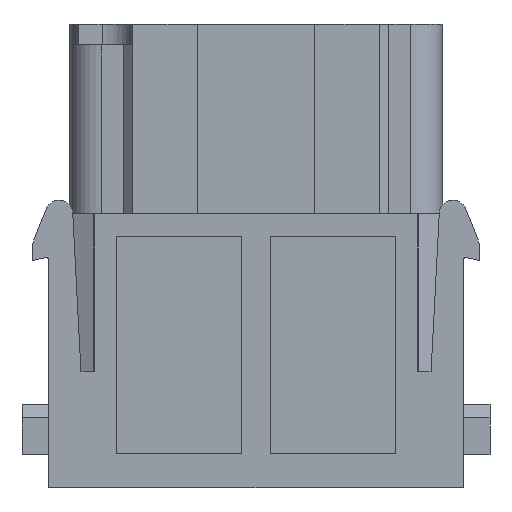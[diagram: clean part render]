
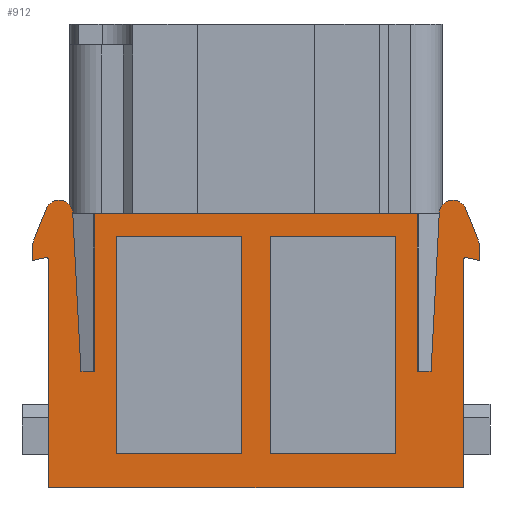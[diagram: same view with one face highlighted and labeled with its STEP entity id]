
A CAD part, front view. The second image highlights one B-rep face of the part: STEP entity #912.
In plain terms, the highlighted planar face has unit normal (0, -1, 0).
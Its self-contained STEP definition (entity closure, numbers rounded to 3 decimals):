
#307=B_SPLINE_CURVE_WITH_KNOTS('',3,(#5342,#5343,#5344,#5345),
 .UNSPECIFIED.,.F.,.F.,(4,4),(0.,1.),.UNSPECIFIED.);
#308=B_SPLINE_CURVE_WITH_KNOTS('',3,(#5353,#5354,#5355,#5356),
 .UNSPECIFIED.,.F.,.F.,(4,4),(0.,1.),.UNSPECIFIED.);
#325=LINE('',#5207,#617);
#364=LINE('',#5308,#656);
#367=LINE('',#5319,#659);
#368=LINE('',#5322,#660);
#369=LINE('',#5324,#661);
#370=LINE('',#5326,#662);
#371=LINE('',#5327,#663);
#372=LINE('',#5330,#664);
#373=LINE('',#5332,#665);
#374=LINE('',#5334,#666);
#375=LINE('',#5335,#667);
#376=LINE('',#5340,#668);
#377=LINE('',#5347,#669);
#378=LINE('',#5349,#670);
#379=LINE('',#5351,#671);
#380=LINE('',#5358,#672);
#381=LINE('',#5362,#673);
#382=LINE('',#5364,#674);
#383=LINE('',#5366,#675);
#384=LINE('',#5369,#676);
#385=LINE('',#5372,#677);
#386=LINE('',#5374,#678);
#617=VECTOR('',#4157,1.);
#656=VECTOR('',#4208,1.);
#659=VECTOR('',#4213,1.);
#660=VECTOR('',#4214,1.);
#661=VECTOR('',#4215,1.);
#662=VECTOR('',#4216,1.);
#663=VECTOR('',#4217,1.);
#664=VECTOR('',#4218,1.);
#665=VECTOR('',#4219,1.);
#666=VECTOR('',#4220,1.);
#667=VECTOR('',#4221,1.);
#668=VECTOR('',#4224,1.);
#669=VECTOR('',#4225,1.);
#670=VECTOR('',#4226,1.);
#671=VECTOR('',#4227,1.);
#672=VECTOR('',#4228,1.);
#673=VECTOR('',#4231,1.);
#674=VECTOR('',#4232,1.);
#675=VECTOR('',#4233,1.);
#676=VECTOR('',#4236,1.);
#677=VECTOR('',#4239,1.);
#678=VECTOR('',#4240,1.);
#912=ADVANCED_FACE('',(#1288,#1289,#1290),#1131,.T.);
#1131=PLANE('',#3740);
#1288=FACE_BOUND('',#1504,.T.);
#1289=FACE_BOUND('',#1505,.T.);
#1290=FACE_BOUND('',#1506,.T.);
#1504=EDGE_LOOP('',(#1899,#1900,#1901,#1902));
#1505=EDGE_LOOP('',(#1903,#1904,#1905,#1906));
#1506=EDGE_LOOP('',(#1907,#1908,#1909,#1910,#1911,#1912,#1913,#1914,#1915,
#1916,#1917,#1918,#1919,#1920,#1921,#1922,#1923,#1924,#1925,#1926));
#1899=ORIENTED_EDGE('',*,*,#3158,.T.);
#1900=ORIENTED_EDGE('',*,*,#3159,.T.);
#1901=ORIENTED_EDGE('',*,*,#3160,.T.);
#1902=ORIENTED_EDGE('',*,*,#3161,.T.);
#1903=ORIENTED_EDGE('',*,*,#3162,.T.);
#1904=ORIENTED_EDGE('',*,*,#3163,.T.);
#1905=ORIENTED_EDGE('',*,*,#3164,.T.);
#1906=ORIENTED_EDGE('',*,*,#3165,.T.);
#1907=ORIENTED_EDGE('',*,*,#3166,.F.);
#1908=ORIENTED_EDGE('',*,*,#3167,.F.);
#1909=ORIENTED_EDGE('',*,*,#3168,.F.);
#1910=ORIENTED_EDGE('',*,*,#3169,.F.);
#1911=ORIENTED_EDGE('',*,*,#3170,.F.);
#1912=ORIENTED_EDGE('',*,*,#3171,.T.);
#1913=ORIENTED_EDGE('',*,*,#3172,.T.);
#1914=ORIENTED_EDGE('',*,*,#3173,.F.);
#1915=ORIENTED_EDGE('',*,*,#3174,.T.);
#1916=ORIENTED_EDGE('',*,*,#3175,.T.);
#1917=ORIENTED_EDGE('',*,*,#3176,.T.);
#1918=ORIENTED_EDGE('',*,*,#3177,.T.);
#1919=ORIENTED_EDGE('',*,*,#3178,.T.);
#1920=ORIENTED_EDGE('',*,*,#3179,.T.);
#1921=ORIENTED_EDGE('',*,*,#3154,.F.);
#1922=ORIENTED_EDGE('',*,*,#3180,.T.);
#1923=ORIENTED_EDGE('',*,*,#3108,.T.);
#1924=ORIENTED_EDGE('',*,*,#3181,.F.);
#1925=ORIENTED_EDGE('',*,*,#3182,.F.);
#1926=ORIENTED_EDGE('',*,*,#3183,.F.);
#2769=VERTEX_POINT('',#5206);
#2770=VERTEX_POINT('',#5208);
#2813=VERTEX_POINT('',#5307);
#2814=VERTEX_POINT('',#5309);
#2817=VERTEX_POINT('',#5320);
#2818=VERTEX_POINT('',#5321);
#2819=VERTEX_POINT('',#5323);
#2820=VERTEX_POINT('',#5325);
#2821=VERTEX_POINT('',#5328);
#2822=VERTEX_POINT('',#5329);
#2823=VERTEX_POINT('',#5331);
#2824=VERTEX_POINT('',#5333);
#2825=VERTEX_POINT('',#5336);
#2826=VERTEX_POINT('',#5337);
#2827=VERTEX_POINT('',#5339);
#2828=VERTEX_POINT('',#5341);
#2829=VERTEX_POINT('',#5346);
#2830=VERTEX_POINT('',#5348);
#2831=VERTEX_POINT('',#5350);
#2832=VERTEX_POINT('',#5352);
#2833=VERTEX_POINT('',#5357);
#2834=VERTEX_POINT('',#5359);
#2835=VERTEX_POINT('',#5361);
#2836=VERTEX_POINT('',#5363);
#2837=VERTEX_POINT('',#5365);
#2838=VERTEX_POINT('',#5367);
#2839=VERTEX_POINT('',#5371);
#2840=VERTEX_POINT('',#5373);
#3108=EDGE_CURVE('',#2770,#2769,#325,.T.);
#3154=EDGE_CURVE('',#2813,#2814,#364,.T.);
#3158=EDGE_CURVE('',#2817,#2818,#367,.T.);
#3159=EDGE_CURVE('',#2818,#2819,#368,.T.);
#3160=EDGE_CURVE('',#2819,#2820,#369,.T.);
#3161=EDGE_CURVE('',#2820,#2817,#370,.T.);
#3162=EDGE_CURVE('',#2821,#2822,#371,.T.);
#3163=EDGE_CURVE('',#2822,#2823,#372,.T.);
#3164=EDGE_CURVE('',#2823,#2824,#373,.T.);
#3165=EDGE_CURVE('',#2824,#2821,#374,.T.);
#3166=EDGE_CURVE('',#2825,#2826,#375,.T.);
#3167=EDGE_CURVE('',#2827,#2825,#3561,.T.);
#3168=EDGE_CURVE('',#2828,#2827,#376,.T.);
#3169=EDGE_CURVE('',#2829,#2828,#307,.T.);
#3170=EDGE_CURVE('',#2830,#2829,#377,.T.);
#3171=EDGE_CURVE('',#2830,#2831,#378,.T.);
#3172=EDGE_CURVE('',#2831,#2832,#379,.T.);
#3173=EDGE_CURVE('',#2833,#2832,#308,.T.);
#3174=EDGE_CURVE('',#2833,#2834,#380,.T.);
#3175=EDGE_CURVE('',#2834,#2835,#3562,.T.);
#3176=EDGE_CURVE('',#2835,#2836,#381,.T.);
#3177=EDGE_CURVE('',#2836,#2837,#382,.T.);
#3178=EDGE_CURVE('',#2837,#2838,#383,.T.);
#3179=EDGE_CURVE('',#2838,#2814,#3563,.T.);
#3180=EDGE_CURVE('',#2813,#2770,#384,.T.);
#3181=EDGE_CURVE('',#2839,#2769,#3564,.T.);
#3182=EDGE_CURVE('',#2840,#2839,#385,.T.);
#3183=EDGE_CURVE('',#2826,#2840,#386,.T.);
#3561=CIRCLE('',#3736,1.);
#3562=CIRCLE('',#3737,1.);
#3563=CIRCLE('',#3738,0.2);
#3564=CIRCLE('',#3739,0.2);
#3736=AXIS2_PLACEMENT_3D('',#5338,#4222,#4223);
#3737=AXIS2_PLACEMENT_3D('',#5360,#4229,#4230);
#3738=AXIS2_PLACEMENT_3D('',#5368,#4234,#4235);
#3739=AXIS2_PLACEMENT_3D('',#5370,#4237,#4238);
#3740=AXIS2_PLACEMENT_3D('',#5375,#4241,#4242);
#4157=DIRECTION('',(0.,0.,1.));
#4208=DIRECTION('',(0.,0.,1.));
#4213=DIRECTION('',(0.,0.,1.));
#4214=DIRECTION('',(1.,0.,0.));
#4215=DIRECTION('',(0.,0.,-1.));
#4216=DIRECTION('',(-1.,0.,0.));
#4217=DIRECTION('',(0.,0.,1.));
#4218=DIRECTION('',(1.,0.,0.));
#4219=DIRECTION('',(0.,0.,-1.));
#4220=DIRECTION('',(-1.,0.,0.));
#4221=DIRECTION('',(0.371,0.,-0.929));
#4222=DIRECTION('',(0.,1.,0.));
#4223=DIRECTION('',(1.,0.,0.));
#4224=DIRECTION('',(0.052,0.,0.999));
#4225=DIRECTION('',(0.,0.,-1.));
#4226=DIRECTION('',(-1.,0.,0.));
#4227=DIRECTION('',(0.,0.,-1.));
#4228=DIRECTION('',(-0.052,0.,0.999));
#4229=DIRECTION('',(0.,-1.,0.));
#4230=DIRECTION('',(1.,0.,0.));
#4231=DIRECTION('',(-0.371,0.,-0.929));
#4232=DIRECTION('',(0.,0.,-1.));
#4233=DIRECTION('',(0.979,0.,0.204));
#4234=DIRECTION('',(0.,1.,0.));
#4235=DIRECTION('',(1.,0.,0.));
#4236=DIRECTION('',(1.,0.,0.));
#4237=DIRECTION('',(0.,-1.,0.));
#4238=DIRECTION('',(1.,0.,0.));
#4239=DIRECTION('',(-0.979,0.,0.204));
#4240=DIRECTION('',(0.,0.,-1.));
#4241=DIRECTION('',(0.,-1.,0.));
#4242=DIRECTION('',(1.,0.,0.));
#5206=CARTESIAN_POINT('',(15.149,-7.301,16.603));
#5207=CARTESIAN_POINT('',(15.149,-7.301,0.));
#5208=CARTESIAN_POINT('',(15.149,-7.301,0.));
#5307=CARTESIAN_POINT('',(-15.149,-7.301,0.));
#5308=CARTESIAN_POINT('',(-15.149,-7.301,0.));
#5309=CARTESIAN_POINT('',(-15.149,-7.301,16.603));
#5319=CARTESIAN_POINT('',(1.049,-7.301,2.505));
#5320=CARTESIAN_POINT('',(1.049,-7.301,2.505));
#5321=CARTESIAN_POINT('',(1.049,-7.301,18.382));
#5322=CARTESIAN_POINT('',(1.049,-7.301,18.382));
#5323=CARTESIAN_POINT('',(10.2,-7.301,18.382));
#5324=CARTESIAN_POINT('',(10.2,-7.301,18.382));
#5325=CARTESIAN_POINT('',(10.2,-7.301,2.505));
#5326=CARTESIAN_POINT('',(10.2,-7.301,2.505));
#5327=CARTESIAN_POINT('',(-10.2,-7.301,2.505));
#5328=CARTESIAN_POINT('',(-10.2,-7.301,2.505));
#5329=CARTESIAN_POINT('',(-10.2,-7.301,18.382));
#5330=CARTESIAN_POINT('',(-10.2,-7.301,18.382));
#5331=CARTESIAN_POINT('',(-1.049,-7.301,18.382));
#5332=CARTESIAN_POINT('',(-1.049,-7.301,18.382));
#5333=CARTESIAN_POINT('',(-1.049,-7.301,2.505));
#5334=CARTESIAN_POINT('',(-1.049,-7.301,2.505));
#5335=CARTESIAN_POINT('',(15.315,-7.301,20.388));
#5336=CARTESIAN_POINT('',(15.315,-7.301,20.388));
#5337=CARTESIAN_POINT('',(16.349,-7.301,17.799));
#5338=CARTESIAN_POINT('',(14.392,-7.301,20.003));
#5339=CARTESIAN_POINT('',(13.393,-7.301,20.054));
#5340=CARTESIAN_POINT('',(12.794,-7.301,8.499));
#5341=CARTESIAN_POINT('',(12.794,-7.301,8.499));
#5342=CARTESIAN_POINT('',(11.794,-7.301,8.5));
#5343=CARTESIAN_POINT('',(12.127,-7.301,8.5));
#5344=CARTESIAN_POINT('',(12.46,-7.301,8.5));
#5345=CARTESIAN_POINT('',(12.794,-7.301,8.5));
#5346=CARTESIAN_POINT('',(11.794,-7.301,8.5));
#5347=CARTESIAN_POINT('',(11.794,-7.301,33.9));
#5348=CARTESIAN_POINT('',(11.794,-7.301,20.));
#5349=CARTESIAN_POINT('',(-15.149,-7.301,20.));
#5350=CARTESIAN_POINT('',(-11.794,-7.301,20.));
#5351=CARTESIAN_POINT('',(-11.794,-7.301,33.9));
#5352=CARTESIAN_POINT('',(-11.794,-7.301,8.5));
#5353=CARTESIAN_POINT('',(-12.794,-7.301,8.5));
#5354=CARTESIAN_POINT('',(-12.46,-7.301,8.5));
#5355=CARTESIAN_POINT('',(-12.127,-7.301,8.5));
#5356=CARTESIAN_POINT('',(-11.794,-7.301,8.5));
#5357=CARTESIAN_POINT('',(-12.794,-7.301,8.499));
#5358=CARTESIAN_POINT('',(-12.794,-7.301,8.499));
#5359=CARTESIAN_POINT('',(-13.393,-7.301,20.054));
#5360=CARTESIAN_POINT('',(-14.392,-7.301,20.003));
#5361=CARTESIAN_POINT('',(-15.315,-7.301,20.388));
#5362=CARTESIAN_POINT('',(-15.315,-7.301,20.388));
#5363=CARTESIAN_POINT('',(-16.349,-7.301,17.799));
#5364=CARTESIAN_POINT('',(-16.349,-7.301,17.799));
#5365=CARTESIAN_POINT('',(-16.349,-7.301,16.599));
#5366=CARTESIAN_POINT('',(-16.349,-7.301,16.599));
#5367=CARTESIAN_POINT('',(-15.389,-7.301,16.799));
#5368=CARTESIAN_POINT('',(-15.349,-7.301,16.603));
#5369=CARTESIAN_POINT('',(-15.149,-7.301,0.));
#5370=CARTESIAN_POINT('',(15.349,-7.301,16.603));
#5371=CARTESIAN_POINT('',(15.389,-7.301,16.799));
#5372=CARTESIAN_POINT('',(16.349,-7.301,16.599));
#5373=CARTESIAN_POINT('',(16.349,-7.301,16.599));
#5374=CARTESIAN_POINT('',(16.349,-7.301,17.799));
#5375=CARTESIAN_POINT('',(-15.149,-7.301,0.));
